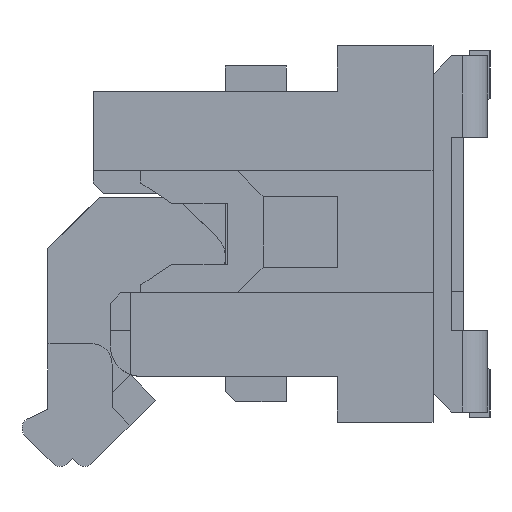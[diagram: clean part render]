
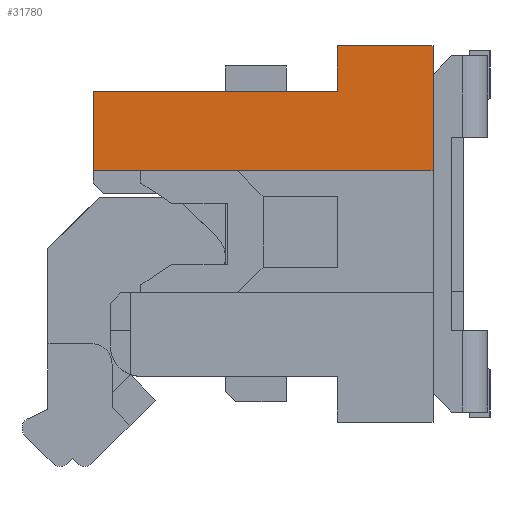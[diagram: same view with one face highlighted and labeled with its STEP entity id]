
A CAD part, left-side view. The second image highlights one B-rep face of the part: STEP entity #31780.
In plain terms, the highlighted planar face has unit normal (-1, 0, 0).
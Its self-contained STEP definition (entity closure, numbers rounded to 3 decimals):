
#1=DIRECTION('',(0.,0.,1.));
#2=VECTOR('',#1,0.78);
#3=CARTESIAN_POINT('',(-16.4,3.34,0.62));
#4=LINE('',#3,#2);
#5=DIRECTION('',(0.,-1.,0.));
#6=VECTOR('',#5,2.4);
#7=CARTESIAN_POINT('',(-16.4,3.34,1.4));
#8=LINE('',#7,#6);
#9=DIRECTION('',(0.,1.,0.));
#10=VECTOR('',#9,0.94);
#11=CARTESIAN_POINT('',(-16.4,0.,1.85));
#12=LINE('',#11,#10);
#13=DIRECTION('',(0.,0.,-1.));
#14=VECTOR('',#13,1.23);
#15=CARTESIAN_POINT('',(-16.4,0.,1.85));
#16=LINE('',#15,#14);
#34=DIRECTION('',(0.,-1.,0.));
#35=VECTOR('',#34,3.34);
#36=CARTESIAN_POINT('',(-16.4,3.34,0.62));
#37=LINE('',#36,#35);
#1367=DIRECTION('',(0.,0.,-1.));
#1368=VECTOR('',#1367,0.45);
#1369=CARTESIAN_POINT('',(-16.4,0.94,1.85));
#1370=LINE('',#1369,#1368);
#23957=CARTESIAN_POINT('',(-16.4,3.34,1.4));
#23959=VERTEX_POINT('',#23957);
#23970=CARTESIAN_POINT('',(-16.4,0.94,1.85));
#23972=VERTEX_POINT('',#23970);
#23981=CARTESIAN_POINT('',(-16.4,0.,1.85));
#23982=VERTEX_POINT('',#23981);
#23985=CARTESIAN_POINT('',(-16.4,0.94,1.4));
#23987=VERTEX_POINT('',#23985);
#24145=CARTESIAN_POINT('',(-16.4,3.34,0.62));
#24147=VERTEX_POINT('',#24145);
#24179=CARTESIAN_POINT('',(-16.4,0.,0.62));
#24180=VERTEX_POINT('',#24179);
#31761=CARTESIAN_POINT('',(-16.4,0.,0.));
#31762=DIRECTION('',(1.,0.,0.));
#31763=DIRECTION('',(0.,0.,-1.));
#31764=AXIS2_PLACEMENT_3D('',#31761,#31762,#31763);
#31765=PLANE('',#31764);
#31767=ORIENTED_EDGE('',*,*,#31766,.F.);
#31769=ORIENTED_EDGE('',*,*,#31768,.T.);
#31771=ORIENTED_EDGE('',*,*,#31770,.T.);
#31773=ORIENTED_EDGE('',*,*,#31772,.F.);
#31775=ORIENTED_EDGE('',*,*,#31774,.F.);
#31777=ORIENTED_EDGE('',*,*,#31776,.T.);
#31778=EDGE_LOOP('',(#31767,#31769,#31771,#31773,#31775,#31777));
#31779=FACE_OUTER_BOUND('',#31778,.F.);
#31780=ADVANCED_FACE('',(#31779),#31765,.F.);
#31766=EDGE_CURVE('',#24147,#24180,#37,.T.);
#31768=EDGE_CURVE('',#24147,#23959,#4,.T.);
#31770=EDGE_CURVE('',#23959,#23987,#8,.T.);
#31772=EDGE_CURVE('',#23972,#23987,#1370,.T.);
#31774=EDGE_CURVE('',#23982,#23972,#12,.T.);
#31776=EDGE_CURVE('',#23982,#24180,#16,.T.);
